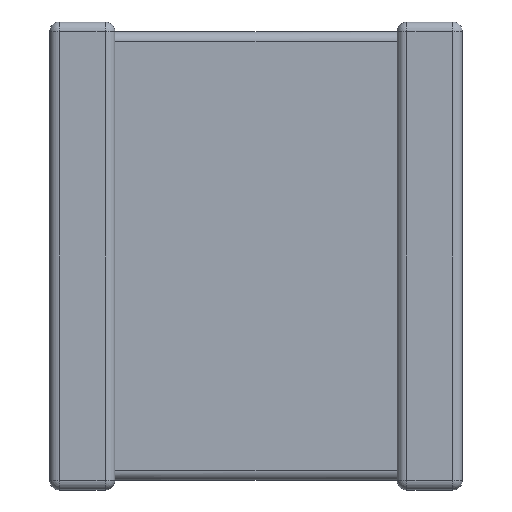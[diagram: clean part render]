
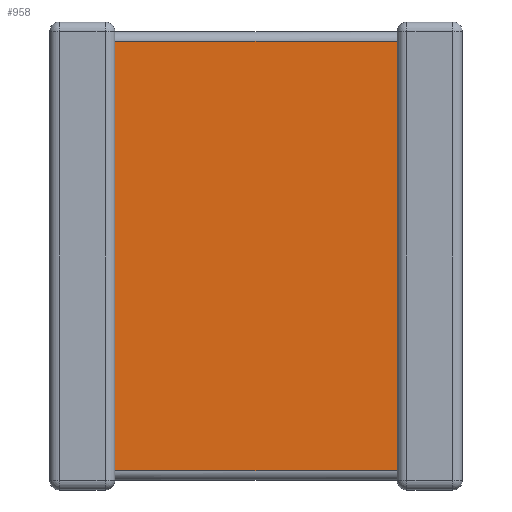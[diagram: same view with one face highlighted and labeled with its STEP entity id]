
A CAD part, front view. The second image highlights one B-rep face of the part: STEP entity #958.
In plain terms, the highlighted planar face has unit normal (0, -1, 0).
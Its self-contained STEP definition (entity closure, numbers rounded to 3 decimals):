
#97 = VERTEX_POINT ( 'NONE', #346 ) ;
#182 = EDGE_CURVE ( 'NONE', #2850, #4567, #1473, .T. ) ;
#187 = CARTESIAN_POINT ( 'NONE',  ( 0.95, 0.141, -0.283 ) ) ;
#240 = DIRECTION ( 'NONE',  ( 0., 0., 1. ) ) ;
#252 = DIRECTION ( 'NONE',  ( 0., 0., 1. ) ) ;
#346 = CARTESIAN_POINT ( 'NONE',  ( 0.95, 0.141, -6.517 ) ) ;
#405 = LINE ( 'NONE', #3841, #4345 ) ;
#468 = PLANE ( 'NONE',  #4511 ) ;
#538 = VECTOR ( 'NONE', #1968, 1000. ) ;
#805 = EDGE_CURVE ( 'NONE', #97, #4567, #405, .T. ) ;
#818 = DIRECTION ( 'NONE',  ( 0., 0., -1. ) ) ;
#842 = EDGE_CURVE ( 'NONE', #4565, #2850, #4000, .T. ) ;
#850 = VECTOR ( 'NONE', #859, 1000. ) ;
#859 = DIRECTION ( 'NONE',  ( 1., 0., 0. ) ) ;
#958 = ADVANCED_FACE ( 'NONE', ( #3500 ), #468, .T. ) ;
#982 = EDGE_LOOP ( 'NONE', ( #2742, #3622, #4091, #4558 ) ) ;
#1190 = CARTESIAN_POINT ( 'NONE',  ( 0.95, 0.141, -6.8 ) ) ;
#1473 = LINE ( 'NONE', #187, #538 ) ;
#1773 = CARTESIAN_POINT ( 'NONE',  ( 5.05, 0.141, -6.517 ) ) ;
#1878 = DIRECTION ( 'NONE',  ( 0., -1., 0. ) ) ;
#1968 = DIRECTION ( 'NONE',  ( -1., 0., 0. ) ) ;
#2054 = LINE ( 'NONE', #2297, #850 ) ;
#2153 = CARTESIAN_POINT ( 'NONE',  ( 0.95, 0.141, -0.283 ) ) ;
#2297 = CARTESIAN_POINT ( 'NONE',  ( 5.05, 0.141, -6.517 ) ) ;
#2483 = CARTESIAN_POINT ( 'NONE',  ( 5.05, 0.141, -0.283 ) ) ;
#2742 = ORIENTED_EDGE ( 'NONE', *, *, #805, .F. ) ;
#2850 = VERTEX_POINT ( 'NONE', #2483 ) ;
#3500 = FACE_OUTER_BOUND ( 'NONE', #982, .T. ) ;
#3622 = ORIENTED_EDGE ( 'NONE', *, *, #4619, .T. ) ;
#3841 = CARTESIAN_POINT ( 'NONE',  ( 0.95, 0.141, -6.8 ) ) ;
#3891 = CARTESIAN_POINT ( 'NONE',  ( 5.05, 0.141, -6.8 ) ) ;
#4000 = LINE ( 'NONE', #3891, #4402 ) ;
#4091 = ORIENTED_EDGE ( 'NONE', *, *, #842, .T. ) ;
#4345 = VECTOR ( 'NONE', #252, 1000. ) ;
#4402 = VECTOR ( 'NONE', #240, 1000. ) ;
#4511 = AXIS2_PLACEMENT_3D ( 'NONE', #1190, #1878, #818 ) ;
#4558 = ORIENTED_EDGE ( 'NONE', *, *, #182, .T. ) ;
#4565 = VERTEX_POINT ( 'NONE', #1773 ) ;
#4567 = VERTEX_POINT ( 'NONE', #2153 ) ;
#4619 = EDGE_CURVE ( 'NONE', #97, #4565, #2054, .T. ) ;
